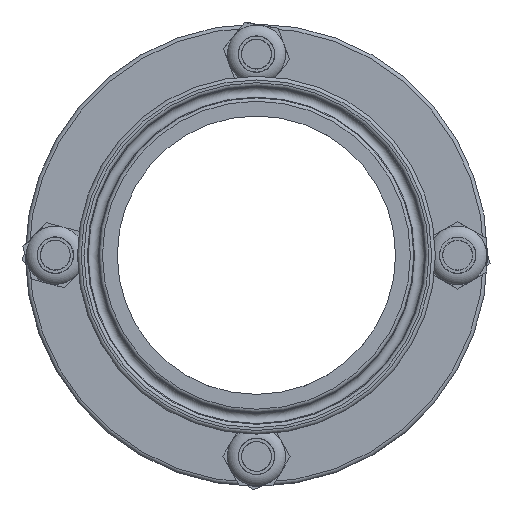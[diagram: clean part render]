
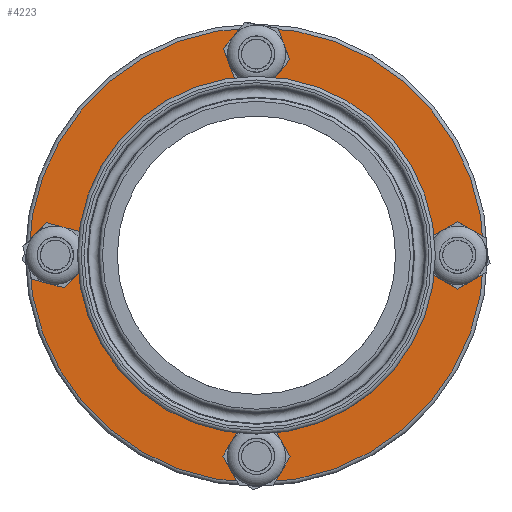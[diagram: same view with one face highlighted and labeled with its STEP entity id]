
A CAD part, front view. The second image highlights one B-rep face of the part: STEP entity #4223.
In plain terms, the highlighted face is planar.
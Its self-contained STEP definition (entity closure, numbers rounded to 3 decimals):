
#328=FACE_BOUND('',#658,.T.);
#329=FACE_BOUND('',#659,.T.);
#330=FACE_BOUND('',#660,.T.);
#331=FACE_BOUND('',#661,.T.);
#332=FACE_BOUND('',#662,.T.);
#350=PLANE('',#4633);
#406=FACE_OUTER_BOUND('',#657,.T.);
#657=EDGE_LOOP('',(#2959));
#658=EDGE_LOOP('',(#2960));
#659=EDGE_LOOP('',(#2961));
#660=EDGE_LOOP('',(#2962));
#661=EDGE_LOOP('',(#2963));
#662=EDGE_LOOP('',(#2964));
#1329=CIRCLE('',#4571,4.1);
#1331=CIRCLE('',#4574,4.1);
#1333=CIRCLE('',#4577,4.1);
#1335=CIRCLE('',#4580,4.1);
#1346=CIRCLE('',#4597,49.2);
#1347=CIRCLE('',#4599,31.75);
#1739=VERTEX_POINT('',#6839);
#1741=VERTEX_POINT('',#6845);
#1743=VERTEX_POINT('',#6851);
#1745=VERTEX_POINT('',#6857);
#1754=VERTEX_POINT('',#6887);
#1755=VERTEX_POINT('',#6891);
#2183=EDGE_CURVE('',#1739,#1739,#1329,.T.);
#2186=EDGE_CURVE('',#1741,#1741,#1331,.T.);
#2189=EDGE_CURVE('',#1743,#1743,#1333,.T.);
#2192=EDGE_CURVE('',#1745,#1745,#1335,.T.);
#2207=EDGE_CURVE('',#1754,#1754,#1346,.T.);
#2208=EDGE_CURVE('',#1755,#1755,#1347,.T.);
#2959=ORIENTED_EDGE('',*,*,#2207,.F.);
#2960=ORIENTED_EDGE('',*,*,#2208,.T.);
#2961=ORIENTED_EDGE('',*,*,#2183,.F.);
#2962=ORIENTED_EDGE('',*,*,#2186,.F.);
#2963=ORIENTED_EDGE('',*,*,#2189,.F.);
#2964=ORIENTED_EDGE('',*,*,#2192,.F.);
#4223=ADVANCED_FACE('',(#406,#328,#329,#330,#331,#332),#350,.F.);
#4571=AXIS2_PLACEMENT_3D('',#6841,#5284,#5285);
#4574=AXIS2_PLACEMENT_3D('',#6847,#5291,#5292);
#4577=AXIS2_PLACEMENT_3D('',#6853,#5298,#5299);
#4580=AXIS2_PLACEMENT_3D('',#6859,#5305,#5306);
#4597=AXIS2_PLACEMENT_3D('',#6889,#5343,#5344);
#4599=AXIS2_PLACEMENT_3D('',#6892,#5347,#5348);
#4633=AXIS2_PLACEMENT_3D('',#6948,#5421,#5422);
#5284=DIRECTION('center_axis',(0.,1.,0.));
#5285=DIRECTION('ref_axis',(0.,0.,1.));
#5291=DIRECTION('center_axis',(0.,1.,0.));
#5292=DIRECTION('ref_axis',(0.,0.,1.));
#5298=DIRECTION('center_axis',(0.,1.,0.));
#5299=DIRECTION('ref_axis',(0.,0.,1.));
#5305=DIRECTION('center_axis',(0.,1.,0.));
#5306=DIRECTION('ref_axis',(0.,0.,1.));
#5343=DIRECTION('center_axis',(0.,-1.,0.));
#5344=DIRECTION('ref_axis',(0.,0.,-1.));
#5347=DIRECTION('center_axis',(0.,-1.,0.));
#5348=DIRECTION('ref_axis',(0.,0.,-1.));
#5421=DIRECTION('center_axis',(0.,-1.,0.));
#5422=DIRECTION('ref_axis',(0.,0.,-1.));
#6839=CARTESIAN_POINT('',(-43.5,-24.95,-4.1));
#6841=CARTESIAN_POINT('Origin',(-43.5,-24.95,0.));
#6845=CARTESIAN_POINT('',(0.,-24.95,-47.6));
#6847=CARTESIAN_POINT('Origin',(0.,-24.95,
-43.5));
#6851=CARTESIAN_POINT('',(43.5,-24.95,-4.1));
#6853=CARTESIAN_POINT('Origin',(43.5,-24.95,0.));
#6857=CARTESIAN_POINT('',(0.,-24.95,39.4));
#6859=CARTESIAN_POINT('Origin',(0.,-24.95,43.5));
#6887=CARTESIAN_POINT('',(0.,-24.95,49.2));
#6889=CARTESIAN_POINT('Origin',(0.,-24.95,0.));
#6891=CARTESIAN_POINT('',(0.,-24.95,31.75));
#6892=CARTESIAN_POINT('Origin',(0.,-24.95,0.));
#6948=CARTESIAN_POINT('Origin',(0.,-24.95,31.75));
